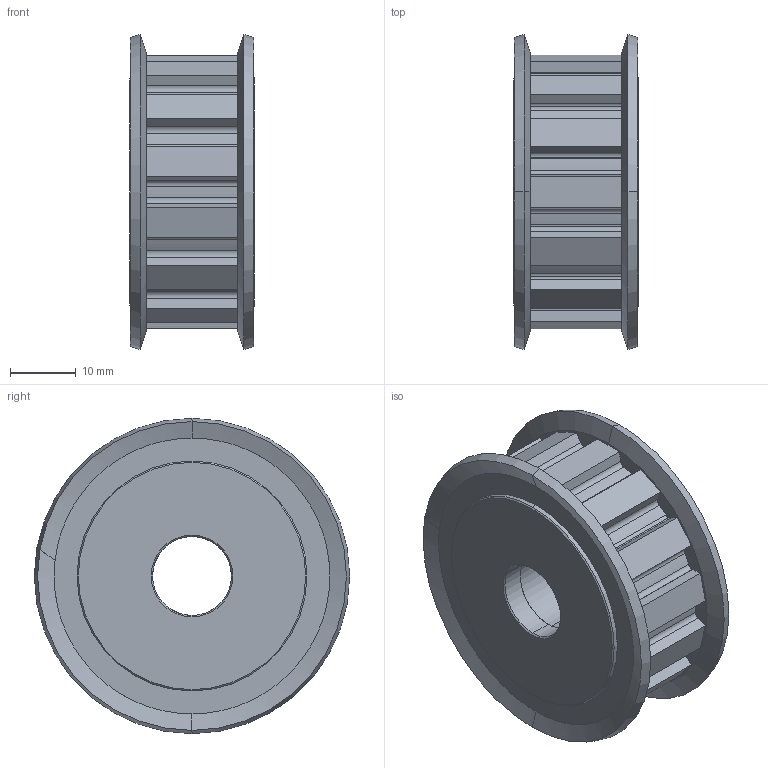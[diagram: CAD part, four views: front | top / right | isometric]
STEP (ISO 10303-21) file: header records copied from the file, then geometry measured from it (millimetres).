
FILE_DESCRIPTION (( 'STEP AP203' ), '1' );
FILE_NAME ('TAEL-14-050-D12.STEP', '2016-01-28T03:52:15', ( 'Sky123.Org' ), ( 'Sky123.Org' ), 'SwSTEP 2.0', 'SolidWorks 2014', '' );
FILE_SCHEMA (( 'CONFIG_CONTROL_DESIGN' ));
Length unit declared in the file: millimetre
Products named in the file (3): BDC-12; TAAL-14-050-H12; TAEL-14-050-D12
Assembly tree (2 placements, depth 2):
  TAEL-14-050-D12
    TAAL-14-050-H12
    BDC-12
Bounding box: 19 x 48 x 48 mm (x, y, z)
Volume: 22184.4 mm3; surface area: 11049.1 mm2
Topology: 2 solids, 2 shells, 225 faces, 686 edges, 484 vertices
Faces by surface type: plane 93, cylinder 88, cone 44
Entity records: 8273 total; most frequent: CARTESIAN_POINT 1568, DIRECTION 1378, ORIENTED_EDGE 1372, EDGE_CURVE 686, AXIS2_PLACEMENT_3D 518, VERTEX_POINT 484, VECTOR 342, LINE 342
